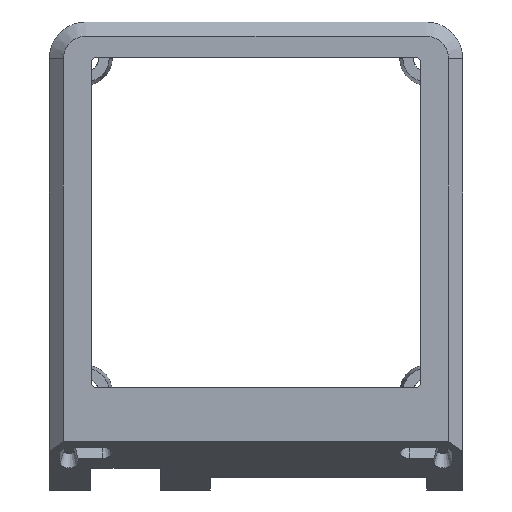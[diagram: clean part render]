
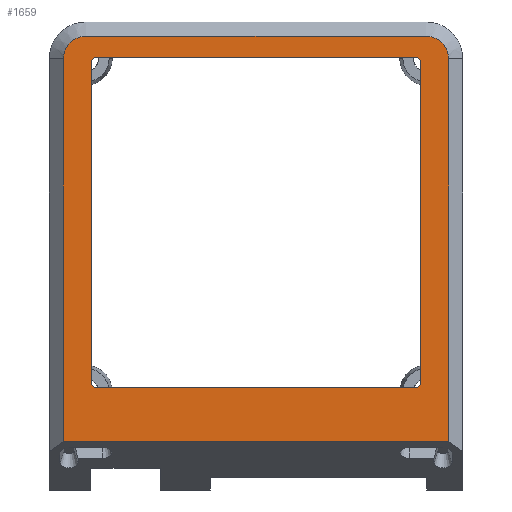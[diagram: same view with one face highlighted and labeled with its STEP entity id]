
A CAD part, top view. The second image highlights one B-rep face of the part: STEP entity #1659.
In plain terms, the highlighted planar face has unit normal (0, 0, 1).
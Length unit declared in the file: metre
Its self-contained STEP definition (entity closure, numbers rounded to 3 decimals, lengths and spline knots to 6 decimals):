
#67=CIRCLE('',#1772,0.001);
#69=CIRCLE('',#1775,0.001);
#74=CIRCLE('',#1791,0.001);
#75=CIRCLE('',#1792,0.001);
#76=CIRCLE('',#1793,0.004);
#77=CIRCLE('',#1794,0.004);
#273=ORIENTED_EDGE('',*,*,#742,.F.);
#274=ORIENTED_EDGE('',*,*,#743,.T.);
#275=ORIENTED_EDGE('',*,*,#696,.F.);
#276=ORIENTED_EDGE('',*,*,#717,.T.);
#277=ORIENTED_EDGE('',*,*,#706,.F.);
#278=ORIENTED_EDGE('',*,*,#715,.T.);
#279=ORIENTED_EDGE('',*,*,#713,.F.);
#280=ORIENTED_EDGE('',*,*,#744,.T.);
#281=ORIENTED_EDGE('',*,*,#745,.T.);
#282=ORIENTED_EDGE('',*,*,#746,.T.);
#283=ORIENTED_EDGE('',*,*,#592,.F.);
#284=ORIENTED_EDGE('',*,*,#747,.T.);
#285=ORIENTED_EDGE('',*,*,#748,.T.);
#286=ORIENTED_EDGE('',*,*,#749,.T.);
#592=EDGE_CURVE('',#840,#841,#1004,.T.);
#696=EDGE_CURVE('',#934,#935,#1088,.T.);
#706=EDGE_CURVE('',#944,#945,#1098,.T.);
#713=EDGE_CURVE('',#951,#946,#1105,.T.);
#715=EDGE_CURVE('',#944,#946,#67,.T.);
#717=EDGE_CURVE('',#934,#945,#69,.T.);
#742=EDGE_CURVE('',#966,#967,#1123,.T.);
#743=EDGE_CURVE('',#966,#935,#74,.T.);
#744=EDGE_CURVE('',#951,#967,#75,.T.);
#745=EDGE_CURVE('',#968,#969,#76,.F.);
#746=EDGE_CURVE('',#969,#841,#1124,.T.);
#747=EDGE_CURVE('',#840,#970,#1125,.T.);
#748=EDGE_CURVE('',#970,#971,#77,.F.);
#749=EDGE_CURVE('',#971,#968,#1126,.T.);
#840=VERTEX_POINT('',#2373);
#841=VERTEX_POINT('',#2374);
#934=VERTEX_POINT('',#2578);
#935=VERTEX_POINT('',#2580);
#944=VERTEX_POINT('',#2599);
#945=VERTEX_POINT('',#2601);
#946=VERTEX_POINT('',#2605);
#951=VERTEX_POINT('',#2614);
#966=VERTEX_POINT('',#2669);
#967=VERTEX_POINT('',#2670);
#968=VERTEX_POINT('',#2674);
#969=VERTEX_POINT('',#2675);
#970=VERTEX_POINT('',#2678);
#971=VERTEX_POINT('',#2680);
#1004=LINE('',#2372,#1192);
#1088=LINE('',#2579,#1276);
#1098=LINE('',#2600,#1286);
#1105=LINE('',#2615,#1293);
#1123=LINE('',#2668,#1311);
#1124=LINE('',#2676,#1312);
#1125=LINE('',#2677,#1313);
#1126=LINE('',#2681,#1314);
#1192=VECTOR('',#1890,1.);
#1276=VECTOR('',#2030,1.);
#1286=VECTOR('',#2042,1.);
#1293=VECTOR('',#2051,1.);
#1311=VECTOR('',#2111,1.);
#1312=VECTOR('',#2118,1.);
#1313=VECTOR('',#2119,1.);
#1314=VECTOR('',#2122,1.);
#1406=EDGE_LOOP('',(#273,#274,#275,#276,#277,#278,#279,#280));
#1407=EDGE_LOOP('',(#281,#282,#283,#284,#285,#286));
#1504=FACE_BOUND('',#1406,.T.);
#1505=FACE_BOUND('',#1407,.T.);
#1594=PLANE('',#1790);
#1659=ADVANCED_FACE('',(#1504,#1505),#1594,.F.);
#1772=AXIS2_PLACEMENT_3D('',#2618,#2056,#2057);
#1775=AXIS2_PLACEMENT_3D('',#2621,#2062,#2063);
#1790=AXIS2_PLACEMENT_3D('',#2667,#2109,#2110);
#1791=AXIS2_PLACEMENT_3D('',#2671,#2112,#2113);
#1792=AXIS2_PLACEMENT_3D('',#2672,#2114,#2115);
#1793=AXIS2_PLACEMENT_3D('',#2673,#2116,#2117);
#1794=AXIS2_PLACEMENT_3D('',#2679,#2120,#2121);
#1890=DIRECTION('',(-1.,0.,0.));
#2030=DIRECTION('',(0.,-1.,0.));
#2042=DIRECTION('',(-1.,0.,0.));
#2051=DIRECTION('',(0.,1.,0.));
#2056=DIRECTION('',(0.,0.,-1.));
#2057=DIRECTION('',(0.,1.,0.));
#2062=DIRECTION('',(0.,0.,-1.));
#2063=DIRECTION('',(0.,1.,0.));
#2109=DIRECTION('',(0.,0.,-1.));
#2110=DIRECTION('',(0.,1.,0.));
#2111=DIRECTION('',(1.,0.,0.));
#2112=DIRECTION('',(0.,0.,-1.));
#2113=DIRECTION('',(0.,1.,0.));
#2114=DIRECTION('',(0.,0.,-1.));
#2115=DIRECTION('',(0.,1.,0.));
#2116=DIRECTION('',(0.,0.,-1.));
#2117=DIRECTION('',(0.,1.,0.));
#2118=DIRECTION('',(0.,-1.,0.));
#2119=DIRECTION('',(0.,1.,0.));
#2120=DIRECTION('',(0.,0.,-1.));
#2121=DIRECTION('',(0.,1.,0.));
#2122=DIRECTION('',(-1.,0.,0.));
#2372=CARTESIAN_POINT('',(0.036577,-0.043349,0.01381));
#2373=CARTESIAN_POINT('',(0.034075,-0.043349,0.01381));
#2374=CARTESIAN_POINT('',(-0.034025,-0.043349,0.01381));
#2578=CARTESIAN_POINT('',(-0.029125,0.023509,0.01381));
#2579=CARTESIAN_POINT('',(-0.029125,-0.004641,0.01381));
#2580=CARTESIAN_POINT('',(-0.029125,-0.032791,0.01381));
#2599=CARTESIAN_POINT('',(0.028175,0.024509,0.01381));
#2600=CARTESIAN_POINT('',(0.000025,0.024509,0.01381));
#2601=CARTESIAN_POINT('',(-0.028125,0.024509,0.01381));
#2605=CARTESIAN_POINT('',(0.029175,0.023509,0.01381));
#2614=CARTESIAN_POINT('',(0.029175,-0.032791,0.01381));
#2615=CARTESIAN_POINT('',(0.029175,-0.004641,0.01381));
#2618=CARTESIAN_POINT('',(0.028175,0.023509,0.01381));
#2621=CARTESIAN_POINT('',(-0.028125,0.023509,0.01381));
#2667=CARTESIAN_POINT('',(0.036577,-0.007491,0.01381));
#2668=CARTESIAN_POINT('',(0.000025,-0.033791,0.01381));
#2669=CARTESIAN_POINT('',(-0.028125,-0.033791,0.01381));
#2670=CARTESIAN_POINT('',(0.028175,-0.033791,0.01381));
#2671=CARTESIAN_POINT('',(-0.028125,-0.032791,0.01381));
#2672=CARTESIAN_POINT('',(0.028175,-0.032791,0.01381));
#2673=CARTESIAN_POINT('',(-0.030025,0.024309,0.01381));
#2674=CARTESIAN_POINT('',(-0.030025,0.028309,0.01381));
#2675=CARTESIAN_POINT('',(-0.034025,0.024309,0.01381));
#2676=CARTESIAN_POINT('',(-0.034025,-0.043349,0.01381));
#2677=CARTESIAN_POINT('',(0.034075,0.024309,0.01381));
#2678=CARTESIAN_POINT('',(0.034075,0.024309,0.01381));
#2679=CARTESIAN_POINT('',(0.030075,0.024309,0.01381));
#2680=CARTESIAN_POINT('',(0.030075,0.028309,0.01381));
#2681=CARTESIAN_POINT('',(0.036577,0.028309,0.01381));
